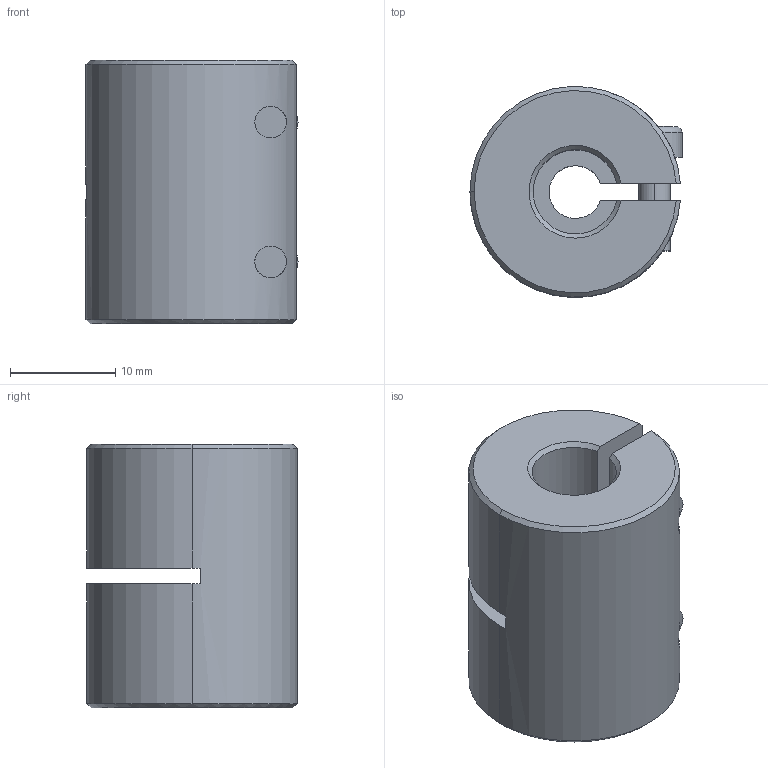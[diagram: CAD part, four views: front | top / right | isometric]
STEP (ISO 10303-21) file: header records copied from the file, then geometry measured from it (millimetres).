
FILE_DESCRIPTION (( 'STEP AP203' ), '1' );
FILE_NAME ('5x8_Rigid_Coupling_20x25.STEP', '2016-08-04T14:08:17', ( 'Admin' ), ( '' ), 'SwSTEP 2.0', 'SolidWorks 2013', '' );
FILE_SCHEMA (( 'CONFIG_CONTROL_DESIGN' ));
Length unit declared in the file: millimetre
Products named in the file (1): 5x8_Rigid_Coupling_20x25
Bounding box: 20.11 x 19.98 x 25 mm (x, y, z)
Volume: 6252.2 mm3; surface area: 3638.4 mm2
Topology: 3 solids, 3 shells, 95 faces, 219 edges, 136 vertices
Faces by surface type: plane 55, cylinder 30, cone 6, torus 4
Entity records: 2930 total; most frequent: CARTESIAN_POINT 667, DIRECTION 461, ORIENTED_EDGE 438, EDGE_CURVE 219, AXIS2_PLACEMENT_3D 164, VERTEX_POINT 136, VECTOR 133, LINE 133
